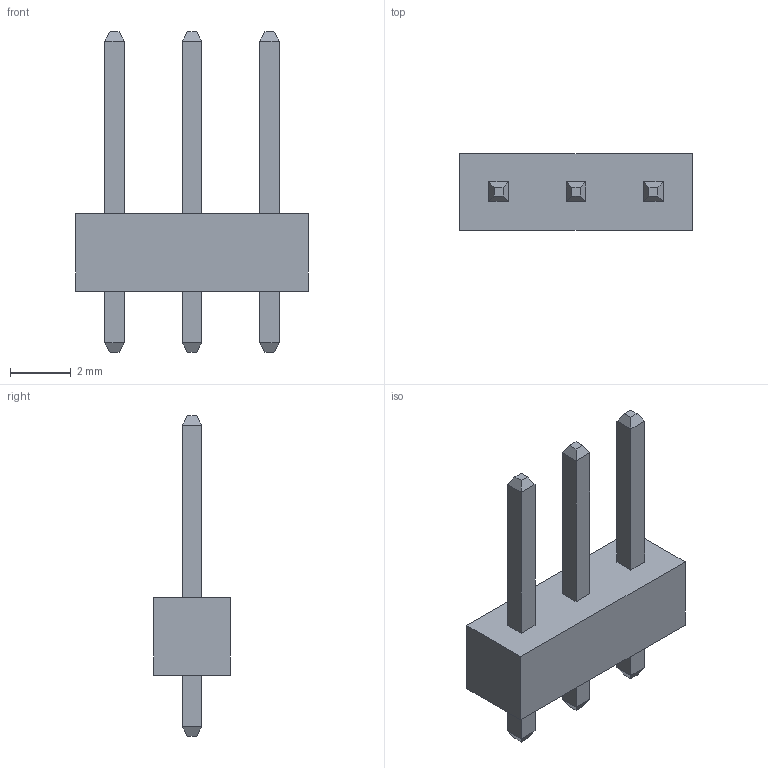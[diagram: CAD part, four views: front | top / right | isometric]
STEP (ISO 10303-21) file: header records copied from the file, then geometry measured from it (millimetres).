
FILE_DESCRIPTION (( 'STEP AP214' ), '1' );
FILE_NAME ( 'HDR3P.STEP', '2024-12-19T16:39:31', ( '' ), ( '' ), '', '©2017-2022 PCBL', '' );
FILE_SCHEMA (( 'AUTOMOTIVE_DESIGN' ));
Length unit declared in the file: millimetre
Products named in the file (1): HDR3P
Bounding box: 7.62 x 2.5 x 10.5 mm (x, y, z)
Volume: 57.8 mm3; surface area: 152.9 mm2
Topology: 7 solids, 7 shells, 66 faces, 132 edges, 80 vertices
Faces by surface type: plane 66
Entity records: 1901 total; most frequent: CARTESIAN_POINT 279, DIRECTION 266, ORIENTED_EDGE 264, VECTOR 132, LINE 132, EDGE_CURVE 132, VERTEX_POINT 80, STYLED_ITEM 74
